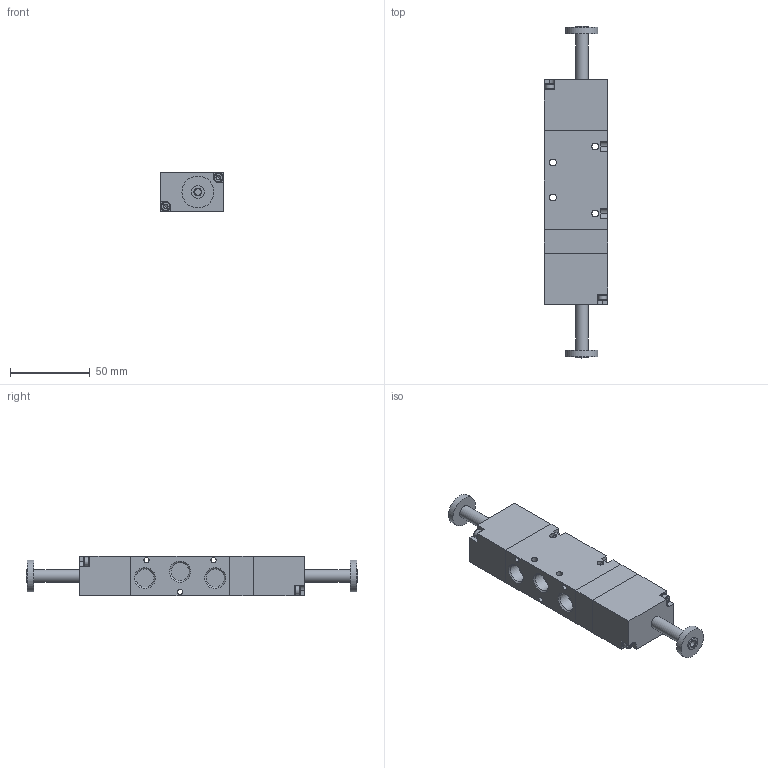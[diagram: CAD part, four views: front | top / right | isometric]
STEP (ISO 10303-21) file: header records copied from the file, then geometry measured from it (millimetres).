
FILE_DESCRIPTION(/* description */ ('Alibre Inc.'),/* implementation_level */ '2;1');
FILE_NAME(/* name */ 'export-85317083-D1B4-48AF-AD01-FFAD5DDDFADF',/* time_stamp */ '2021-04-28T09:01:20+02:00',/* author */ (''),/* organization */ (''),/* preprocessor_version */ 'ST-DEVELOPER v17',/* originating_system */ 'Alibre',/* authorisation */ '');
FILE_SCHEMA (('AUTOMOTIVE_DESIGN'));
Length unit declared in the file: millimetre
Products named in the file (7): _SOV36SOS-c; _Washer ISO 8738 3; HI_Cylinder head screw DIN 912 M3x12; _SOV3-b2; _SOV36SOSCC-b; _PNV36SOS-com; 7020022100
Bounding box: 40 x 208 x 25 mm (x, y, z)
Volume: 139217.5 mm3; surface area: 34270.5 mm2
Topology: 12 solids, 12 shells, 224 faces, 531 edges, 352 vertices
Faces by surface type: plane 136, cylinder 53, cone 23, torus 12
Full cylindrical faces by diameter (mm): 3 x8, 3.3 x5, 4.134 x2, 4.2 x4, 5.4 x2, 5.5 x4, 6 x4, 8 x4, 11.445 x5, 20 x2
Entity records: 4786 total; most frequent: CARTESIAN_POINT 1110, ORIENTED_EDGE 664, DIRECTION 662, EDGE_CURVE 332, AXIS2_PLACEMENT_3D 275, VERTEX_POINT 223, VECTOR 195, LINE 195
